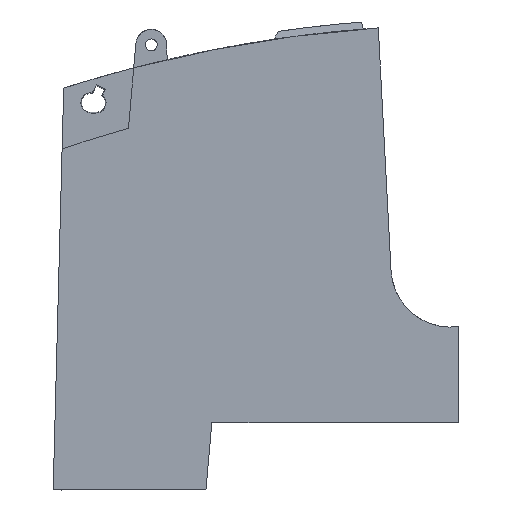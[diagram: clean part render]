
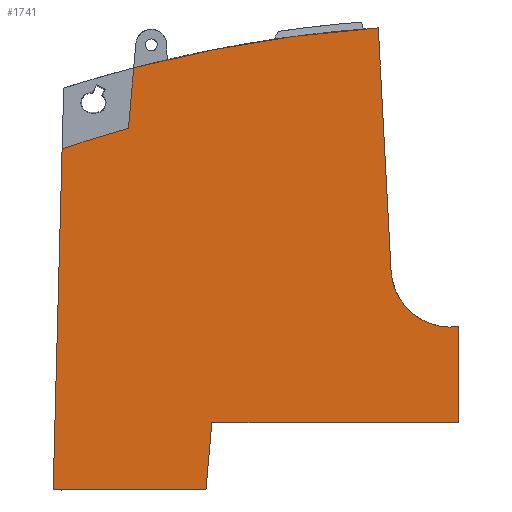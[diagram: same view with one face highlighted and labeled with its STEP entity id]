
A CAD part, left-side view. The second image highlights one B-rep face of the part: STEP entity #1741.
In plain terms, the highlighted planar face has unit normal (-1, 0, 0).
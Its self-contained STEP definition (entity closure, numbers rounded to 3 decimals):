
#1651=CIRCLE('',#5770,213.);
#1664=CIRCLE('',#5822,224.);
#1665=CIRCLE('',#5823,10.001);
#1741=ADVANCED_FACE('',(#2092),#1934,.F.);
#1934=PLANE('',#5824);
#2092=FACE_OUTER_BOUND('',#2296,.T.);
#2296=EDGE_LOOP('',(#2740,#2741,#2742,#2743,#2744,#2745,#2746,#2747,#2748,
#2749));
#2740=ORIENTED_EDGE('',*,*,#4337,.T.);
#2741=ORIENTED_EDGE('',*,*,#4338,.T.);
#2742=ORIENTED_EDGE('',*,*,#4240,.T.);
#2743=ORIENTED_EDGE('',*,*,#4239,.F.);
#2744=ORIENTED_EDGE('',*,*,#4339,.F.);
#2745=ORIENTED_EDGE('',*,*,#4340,.T.);
#2746=ORIENTED_EDGE('',*,*,#4341,.T.);
#2747=ORIENTED_EDGE('',*,*,#4342,.T.);
#2748=ORIENTED_EDGE('',*,*,#4343,.T.);
#2749=ORIENTED_EDGE('',*,*,#4344,.T.);
#3819=VERTEX_POINT('',#7373);
#3820=VERTEX_POINT('',#7375);
#3821=VERTEX_POINT('',#7379);
#3899=VERTEX_POINT('',#7587);
#3900=VERTEX_POINT('',#7588);
#3901=VERTEX_POINT('',#7591);
#3902=VERTEX_POINT('',#7593);
#3903=VERTEX_POINT('',#7595);
#3904=VERTEX_POINT('',#7597);
#3905=VERTEX_POINT('',#7599);
#4239=EDGE_CURVE('',#3820,#3819,#1651,.T.);
#4240=EDGE_CURVE('',#3821,#3819,#4828,.T.);
#4337=EDGE_CURVE('',#3899,#3900,#4904,.T.);
#4338=EDGE_CURVE('',#3900,#3821,#1664,.T.);
#4339=EDGE_CURVE('',#3901,#3820,#4905,.T.);
#4340=EDGE_CURVE('',#3901,#3902,#4906,.T.);
#4341=EDGE_CURVE('',#3902,#3903,#4907,.T.);
#4342=EDGE_CURVE('',#3903,#3904,#4908,.T.);
#4343=EDGE_CURVE('',#3904,#3905,#4909,.T.);
#4344=EDGE_CURVE('',#3905,#3899,#1665,.T.);
#4828=LINE('',#7378,#5329);
#4904=LINE('',#7586,#5405);
#4905=LINE('',#7590,#5406);
#4906=LINE('',#7592,#5407);
#4907=LINE('',#7594,#5408);
#4908=LINE('',#7596,#5409);
#4909=LINE('',#7598,#5410);
#5329=VECTOR('',#6198,1.);
#5405=VECTOR('',#6374,1.);
#5406=VECTOR('',#6377,1.);
#5407=VECTOR('',#6378,1.);
#5408=VECTOR('',#6379,1.);
#5409=VECTOR('',#6380,1.);
#5410=VECTOR('',#6381,1.);
#5770=AXIS2_PLACEMENT_3D('',#7376,#6194,#6195);
#5822=AXIS2_PLACEMENT_3D('',#7589,#6375,#6376);
#5823=AXIS2_PLACEMENT_3D('',#7600,#6382,#6383);
#5824=AXIS2_PLACEMENT_3D('',#7601,#6384,#6385);
#6194=DIRECTION('',(1.,0.,0.));
#6195=DIRECTION('',(0.,1.,0.));
#6198=DIRECTION('',(0.,0.087,-0.996));
#6374=DIRECTION('',(0.,0.052,0.999));
#6375=DIRECTION('',(-1.,0.,0.));
#6376=DIRECTION('',(0.,1.,0.));
#6377=DIRECTION('',(0.,-0.026,1.));
#6378=DIRECTION('',(0.,-1.,0.));
#6379=DIRECTION('',(0.,-0.087,0.996));
#6380=DIRECTION('',(0.,-1.,0.));
#6381=DIRECTION('',(0.,0.,1.));
#6382=DIRECTION('',(1.,0.,0.));
#6383=DIRECTION('',(0.,1.,0.));
#6384=DIRECTION('',(1.,0.,0.));
#6385=DIRECTION('',(0.,0.,-1.));
#7373=CARTESIAN_POINT('',(0.,55.305,60.547));
#7375=CARTESIAN_POINT('',(0.,66.424,57.106));
#7376=CARTESIAN_POINT('',(0.,-2.078,-144.578));
#7378=CARTESIAN_POINT('',(0.,54.43,70.538));
#7379=CARTESIAN_POINT('',(0.,54.418,70.68));
#7586=CARTESIAN_POINT('',(0.,13.422,77.385));
#7587=CARTESIAN_POINT('',(0.,11.29,36.699));
#7588=CARTESIAN_POINT('',(0.,13.422,77.385));
#7589=CARTESIAN_POINT('',(0.,-2.078,-146.078));
#7590=CARTESIAN_POINT('',(0.,68.049,-4.942));
#7591=CARTESIAN_POINT('',(0.,67.922,-0.078));
#7592=CARTESIAN_POINT('',(0.,-46.467,-0.078));
#7593=CARTESIAN_POINT('',(0.,42.311,-0.078));
#7594=CARTESIAN_POINT('',(0.,41.911,4.486));
#7595=CARTESIAN_POINT('',(0.,41.322,11.222));
#7596=CARTESIAN_POINT('',(0.,40.864,11.222));
#7597=CARTESIAN_POINT('',(0.,-0.078,11.222));
#7598=CARTESIAN_POINT('',(0.,-0.078,-1.102));
#7599=CARTESIAN_POINT('',(0.,-0.078,27.318));
#7600=CARTESIAN_POINT('',(0.,1.303,37.222));
#7601=CARTESIAN_POINT('',(0.,-2.078,-6.778));
